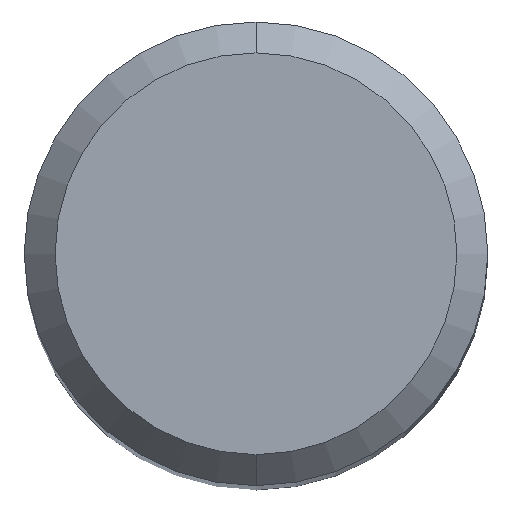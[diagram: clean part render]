
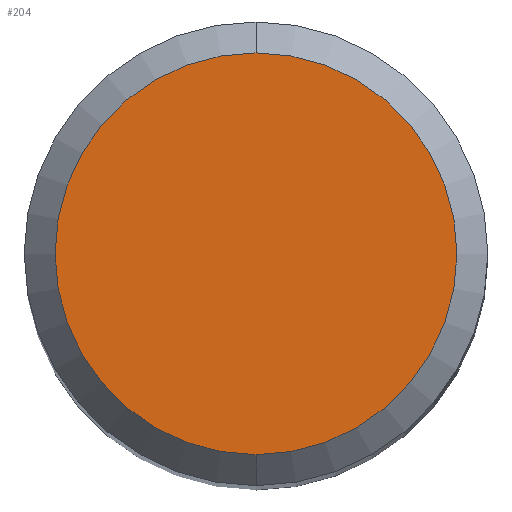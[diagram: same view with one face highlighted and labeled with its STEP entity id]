
A CAD part, top view. The second image highlights one B-rep face of the part: STEP entity #204.
In plain terms, the highlighted planar face has unit normal (0, 0, 1).
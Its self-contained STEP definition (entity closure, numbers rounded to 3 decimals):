
#204=ADVANCED_FACE('',(#498),#499,.T.);
#210=EDGE_CURVE('',#304,#382,#505,.T.);
#260=EDGE_CURVE('',#382,#304,#559,.T.);
#304=VERTEX_POINT('',#609);
#382=VERTEX_POINT('',#696);
#498=FACE_OUTER_BOUND('',#847,.T.);
#499=PLANE('',#848);
#505=CIRCLE('',#858,2.6);
#559=CIRCLE('',#977,2.6);
#609=CARTESIAN_POINT('',(0.,-2.6,0.0));
#696=CARTESIAN_POINT('',(0.0,2.6,0.0));
#847=EDGE_LOOP('',(#1407,#1408));
#848=AXIS2_PLACEMENT_3D('',#1409,#1410,#1411);
#858=AXIS2_PLACEMENT_3D('',#1416,#1417,#1418);
#977=AXIS2_PLACEMENT_3D('',#1463,#1464,#1465);
#1407=ORIENTED_EDGE('',*,*,#260,.F.);
#1408=ORIENTED_EDGE('',*,*,#210,.F.);
#1409=CARTESIAN_POINT('',(0.0,1.3,0.0));
#1410=DIRECTION('',(-0.0,0.0,1.0));
#1411=DIRECTION('',(0.0,-1.0,0.0));
#1416=CARTESIAN_POINT('',(0.0,0.0,0.0));
#1417=DIRECTION('',(0.0,0.0,-1.0));
#1418=DIRECTION('',(0.0,1.0,0.0));
#1463=CARTESIAN_POINT('',(0.0,0.0,0.0));
#1464=DIRECTION('',(0.0,0.0,-1.0));
#1465=DIRECTION('',(0.0,1.0,0.0));
